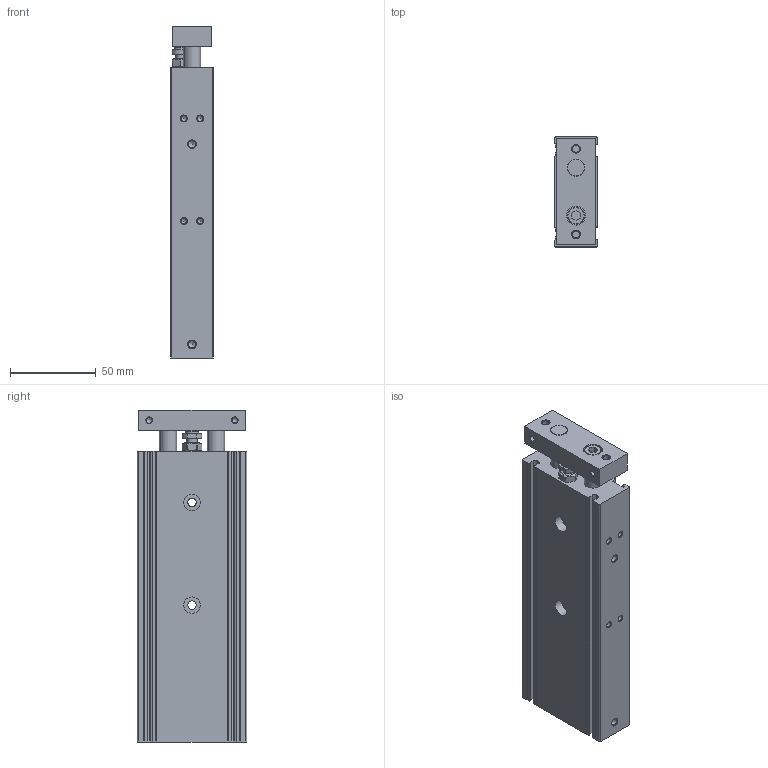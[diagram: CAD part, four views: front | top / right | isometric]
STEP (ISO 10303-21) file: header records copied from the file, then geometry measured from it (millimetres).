
FILE_DESCRIPTION( ( 'STEP AP203' ), '1' );
FILE_NAME( 'MCDA-03-20-100(0).stp', '2020-07-20T06:39:34', ( 'License CC BY-ND 4.0' ), ( 'CADENAS' ), ' ', 'PARTsolutions', ' ' );
FILE_SCHEMA( ( 'CONFIG_CONTROL_DESIGN' ) );
Length unit declared in the file: millimetre
Products named in the file (3): MCDA-03-20-100(0); _MCDA-03-20-100(0-b); _MCDA-03-20-100(0-r)
Assembly tree (2 placements, depth 2):
  MCDA-03-20-100(0)
    _MCDA-03-20-100(0-b)
    _MCDA-03-20-100(0-r)
Bounding box: 25 x 64 x 194 mm (x, y, z)
Volume: 223437.2 mm3; surface area: 83725.1 mm2
Topology: 2 solids, 2 shells, 190 faces, 454 edges, 292 vertices
Faces by surface type: plane 92, cylinder 56, cone 41, torus 1
Full cylindrical faces by diameter (mm): 3.242 x10, 3.459 x2, 4.134 x6, 4.917 x2, 6 x1, 6.647 x1, 8 x1, 9.5 x4, 10 x6, 11 x1, 20 x4, 21 x2
Entity records: 5108 total; most frequent: CARTESIAN_POINT 929, DIRECTION 858, ORIENTED_EDGE 692, EDGE_CURVE 346, AXIS2_PLACEMENT_3D 331, EDGE_LOOP 304, VERTEX_POINT 282, FACE_OUTER_BOUND 231
